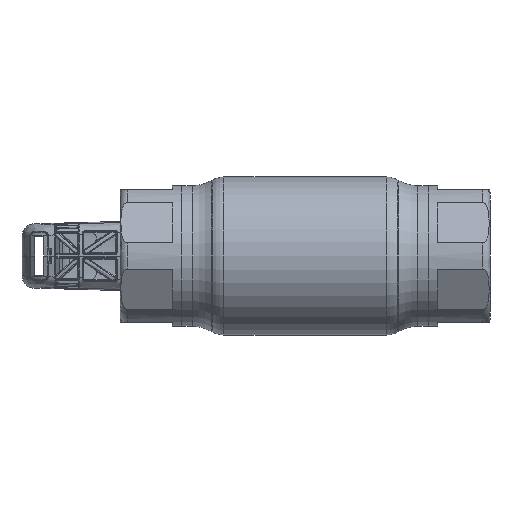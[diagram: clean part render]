
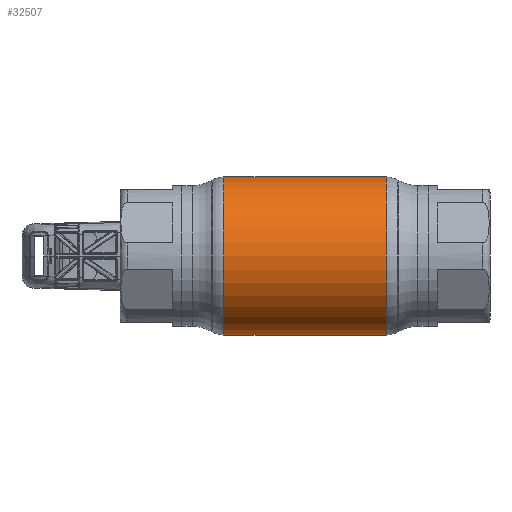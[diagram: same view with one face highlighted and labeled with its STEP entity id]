
A CAD part, front view. The second image highlights one B-rep face of the part: STEP entity #32507.
In plain terms, the highlighted cylindrical face has radius 33.34 mm (diameter 66.68 mm), a partial arc.
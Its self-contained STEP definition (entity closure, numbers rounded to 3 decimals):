
#222 = LINE ( 'NONE', #59087, #14589 ) ;
#895 = CARTESIAN_POINT ( 'NONE',  ( 34.177, 0., 33.34 ) ) ;
#2334 = DIRECTION ( 'NONE',  ( -1., 0., 0. ) ) ;
#4601 = DIRECTION ( 'NONE',  ( -1., 0., 0. ) ) ;
#6119 = DIRECTION ( 'NONE',  ( -1., 0., 0. ) ) ;
#8190 = EDGE_CURVE ( 'NONE', #17596, #38086, #222, .T. ) ;
#10545 = AXIS2_PLACEMENT_3D ( 'NONE', #40705, #4601, #29781 ) ;
#10817 = DIRECTION ( 'NONE',  ( 0., 0., 1. ) ) ;
#11030 = CARTESIAN_POINT ( 'NONE',  ( -62.69, 0., 0. ) ) ;
#14252 = ORIENTED_EDGE ( 'NONE', *, *, #52740, .T. ) ;
#14589 = VECTOR ( 'NONE', #2334, 1000. ) ;
#16167 = CARTESIAN_POINT ( 'NONE',  ( -34.177, 0., -33.34 ) ) ;
#17596 = VERTEX_POINT ( 'NONE', #895 ) ;
#22540 = CARTESIAN_POINT ( 'NONE',  ( 34.177, 0., -33.34 ) ) ;
#25235 = AXIS2_PLACEMENT_3D ( 'NONE', #53763, #58478, #48338 ) ;
#26048 = EDGE_CURVE ( 'NONE', #61338, #57302, #55127, .T. ) ;
#28002 = CYLINDRICAL_SURFACE ( 'NONE', #66443, 33.34 ) ;
#28047 = CIRCLE ( 'NONE', #10545, 33.34 ) ;
#28263 = ORIENTED_EDGE ( 'NONE', *, *, #43335, .F. ) ;
#29781 = DIRECTION ( 'NONE',  ( 0., 0., 1. ) ) ;
#32507 = ADVANCED_FACE ( 'NONE', ( #56905 ), #28002, .T. ) ;
#35181 = CARTESIAN_POINT ( 'NONE',  ( -34.177, 0., 33.34 ) ) ;
#38086 = VERTEX_POINT ( 'NONE', #35181 ) ;
#40705 = CARTESIAN_POINT ( 'NONE',  ( 34.177, 0., 0. ) ) ;
#43335 = EDGE_CURVE ( 'NONE', #57302, #38086, #65075, .T. ) ;
#46042 = CARTESIAN_POINT ( 'NONE',  ( -62.69, 0., -33.34 ) ) ;
#46254 = VECTOR ( 'NONE', #57297, 1000. ) ;
#48338 = DIRECTION ( 'NONE',  ( 0., 0., 1. ) ) ;
#52740 = EDGE_CURVE ( 'NONE', #61338, #17596, #28047, .T. ) ;
#53763 = CARTESIAN_POINT ( 'NONE',  ( -34.177, 0., 0. ) ) ;
#55127 = LINE ( 'NONE', #46042, #46254 ) ;
#55738 = ORIENTED_EDGE ( 'NONE', *, *, #26048, .F. ) ;
#56905 = FACE_OUTER_BOUND ( 'NONE', #57484, .T. ) ;
#57297 = DIRECTION ( 'NONE',  ( -1., 0., 0. ) ) ;
#57302 = VERTEX_POINT ( 'NONE', #16167 ) ;
#57484 = EDGE_LOOP ( 'NONE', ( #55738, #14252, #58709, #28263 ) ) ;
#58478 = DIRECTION ( 'NONE',  ( -1., 0., 0. ) ) ;
#58709 = ORIENTED_EDGE ( 'NONE', *, *, #8190, .T. ) ;
#59087 = CARTESIAN_POINT ( 'NONE',  ( -62.69, 0., 33.34 ) ) ;
#61338 = VERTEX_POINT ( 'NONE', #22540 ) ;
#65075 = CIRCLE ( 'NONE', #25235, 33.34 ) ;
#66443 = AXIS2_PLACEMENT_3D ( 'NONE', #11030, #6119, #10817 ) ;
